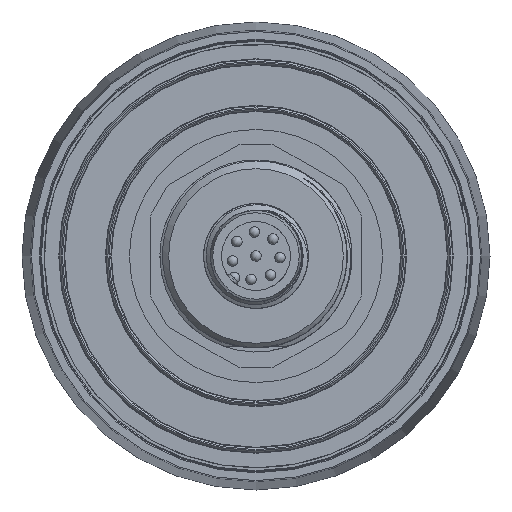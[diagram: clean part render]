
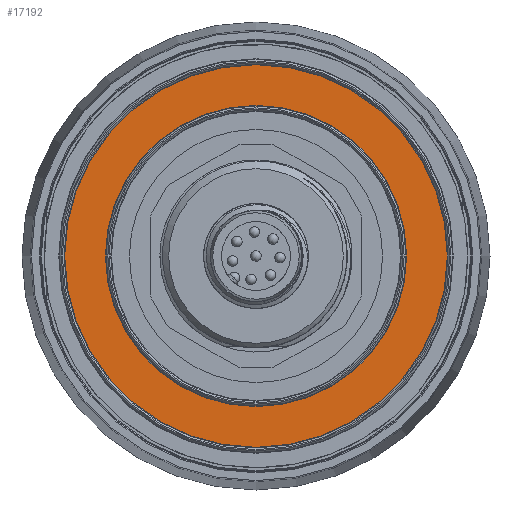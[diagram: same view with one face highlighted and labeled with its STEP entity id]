
A CAD part, front view. The second image highlights one B-rep face of the part: STEP entity #17192.
In plain terms, the highlighted planar face has unit normal (0, -1, 0).
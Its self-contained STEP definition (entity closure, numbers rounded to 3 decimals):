
#956 = CIRCLE ( 'NONE', #23757, 17.244 ) ;
#5471 = DIRECTION ( 'NONE',  ( 0., 1., 0. ) ) ;
#6449 = EDGE_LOOP ( 'NONE', ( #43176 ) ) ;
#6659 = AXIS2_PLACEMENT_3D ( 'NONE', #23859, #12482, #27083 ) ;
#11394 = AXIS2_PLACEMENT_3D ( 'NONE', #42230, #23427, #38516 ) ;
#12482 = DIRECTION ( 'NONE',  ( 0., -1., 0. ) ) ;
#16852 = CARTESIAN_POINT ( 'NONE',  ( 0., -0.34, 0. ) ) ;
#17192 = ADVANCED_FACE ( 'NONE', ( #35059, #19241 ), #26876, .T. ) ;
#19241 = FACE_BOUND ( 'NONE', #6449, .T. ) ;
#23427 = DIRECTION ( 'NONE',  ( 0., -1., 0. ) ) ;
#23757 = AXIS2_PLACEMENT_3D ( 'NONE', #16852, #5471, #24998 ) ;
#23859 = CARTESIAN_POINT ( 'NONE',  ( 0., -0.34, 0. ) ) ;
#24017 = VERTEX_POINT ( 'NONE', #35387 ) ;
#24254 = VERTEX_POINT ( 'NONE', #39341 ) ;
#24998 = DIRECTION ( 'NONE',  ( 1., 0., 0. ) ) ;
#26876 = PLANE ( 'NONE',  #11394 ) ;
#27083 = DIRECTION ( 'NONE',  ( 1., 0., 0. ) ) ;
#31447 = EDGE_CURVE ( 'NONE', #24017, #24017, #48517, .T. ) ;
#34787 = EDGE_CURVE ( 'NONE', #24254, #24254, #956, .T. ) ;
#35059 = FACE_OUTER_BOUND ( 'NONE', #45378, .T. ) ;
#35387 = CARTESIAN_POINT ( 'NONE',  ( 21.912, -0.34, 0. ) ) ;
#38516 = DIRECTION ( 'NONE',  ( 1., 0., 0. ) ) ;
#39022 = ORIENTED_EDGE ( 'NONE', *, *, #31447, .T. ) ;
#39341 = CARTESIAN_POINT ( 'NONE',  ( 17.244, -0.34, 0. ) ) ;
#42230 = CARTESIAN_POINT ( 'NONE',  ( 0., -0.34, 0. ) ) ;
#43176 = ORIENTED_EDGE ( 'NONE', *, *, #34787, .T. ) ;
#45378 = EDGE_LOOP ( 'NONE', ( #39022 ) ) ;
#48517 = CIRCLE ( 'NONE', #6659, 21.912 ) ;
